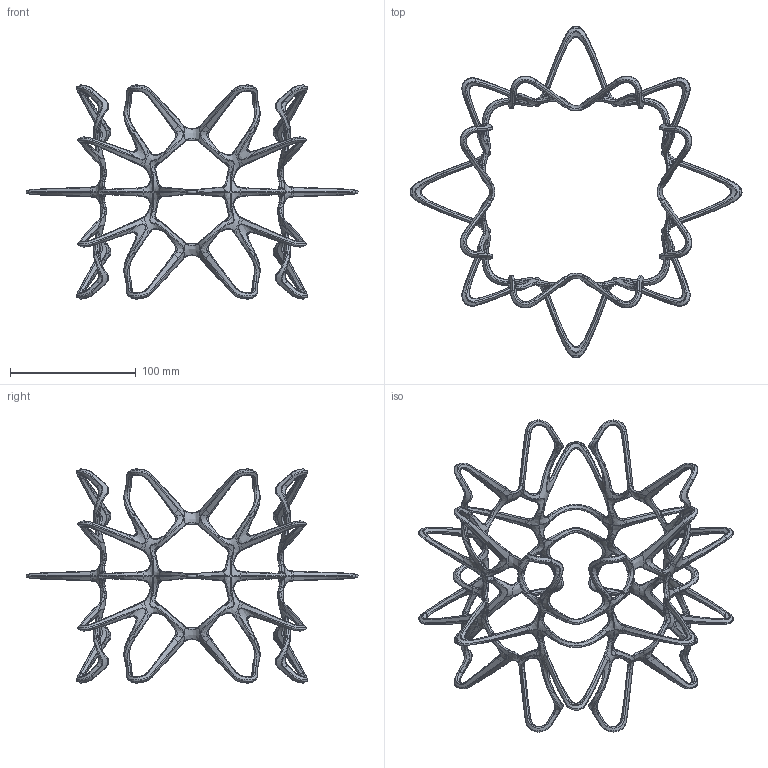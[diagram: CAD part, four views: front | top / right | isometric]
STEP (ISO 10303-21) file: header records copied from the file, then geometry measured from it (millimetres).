
FILE_DESCRIPTION(('FreeCAD Model'),'2;1');
FILE_NAME('Open CASCADE Shape Model','2025-05-04T05:40:05',('FreeCAD'),( 'FreeCAD'),'Open CASCADE STEP processor 7.6','FreeCAD','Unknown');
FILE_SCHEMA(('AUTOMOTIVE_DESIGN { 1 0 10303 214 1 1 1 1 }'));
Products named in the file (1): Open CASCADE STEP translator 7.6 1
Bounding box: 263.53 x 263.53 x 169.89 mm (x, y, z)
Volume: 96690.4 mm3; surface area: 81633.5 mm2
Topology: 1 solids, 1 shells, 2296 faces, 5448 edges, 3024 vertices
Faces by surface type: bspline 2296
Entity records: 130071 total; most frequent: CARTESIAN_POINT 98842, ORIENTED_EDGE 10768, EDGE_CURVE 5384, B_SPLINE_CURVE_WITH_KNOTS 3400, VERTEX_POINT 3024, ADVANCED_FACE 2296, FACE_BOUND 2296, EDGE_LOOP 2296
